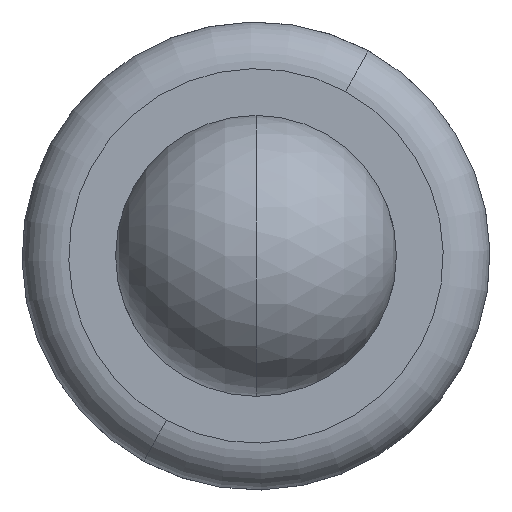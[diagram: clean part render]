
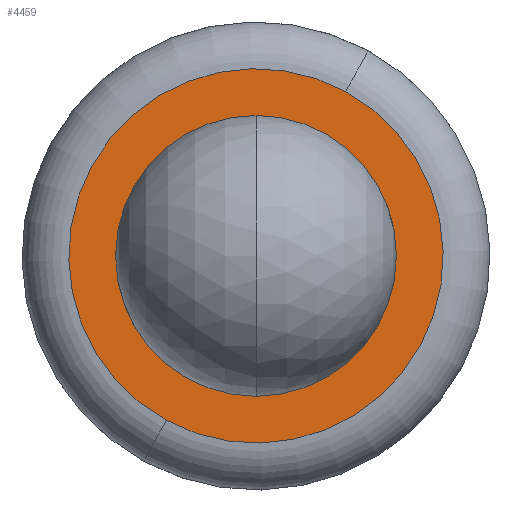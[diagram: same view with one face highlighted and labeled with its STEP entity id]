
A CAD part, top view. The second image highlights one B-rep face of the part: STEP entity #4459.
In plain terms, the highlighted planar face has unit normal (0, 0, 1).
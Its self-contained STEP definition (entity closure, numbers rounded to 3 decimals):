
#103 = AXIS2_PLACEMENT_3D ( 'NONE', #2775, #6199, #1519 ) ;
#111 = CIRCLE ( 'NONE', #11642, 2. ) ;
#673 = DIRECTION ( 'NONE',  ( 0., 0., 1. ) ) ;
#1200 = ORIENTED_EDGE ( 'NONE', *, *, #9796, .F. ) ;
#1379 = CIRCLE ( 'NONE', #14220, 1.5 ) ;
#1519 = DIRECTION ( 'NONE',  ( 1., 0., 0. ) ) ;
#1758 = ORIENTED_EDGE ( 'NONE', *, *, #7601, .F. ) ;
#2072 = VERTEX_POINT ( 'NONE', #7724 ) ;
#2775 = CARTESIAN_POINT ( 'NONE',  ( 0., 0., 0. ) ) ;
#3386 = EDGE_CURVE ( 'NONE', #15386, #13981, #5082, .T. ) ;
#3492 = DIRECTION ( 'NONE',  ( 0., -1., 0. ) ) ;
#4459 = ADVANCED_FACE ( 'NONE', ( #7262, #8578 ), #13245, .F. ) ;
#4641 = CARTESIAN_POINT ( 'NONE',  ( 1.5, 0., 0. ) ) ;
#5082 = CIRCLE ( 'NONE', #14247, 2. ) ;
#6199 = DIRECTION ( 'NONE',  ( 0., 0., 1. ) ) ;
#6927 = CARTESIAN_POINT ( 'NONE',  ( 0., 0., 0. ) ) ;
#7262 = FACE_BOUND ( 'NONE', #10865, .T. ) ;
#7341 = DIRECTION ( 'NONE',  ( 0., 0., -1. ) ) ;
#7601 = EDGE_CURVE ( 'NONE', #2072, #13819, #1379, .T. ) ;
#7724 = CARTESIAN_POINT ( 'NONE',  ( -1.5, 0., 0. ) ) ;
#8551 = CARTESIAN_POINT ( 'NONE',  ( 0., 0., 0. ) ) ;
#8578 = FACE_OUTER_BOUND ( 'NONE', #11894, .T. ) ;
#9388 = EDGE_CURVE ( 'NONE', #13819, #2072, #11630, .T. ) ;
#9556 = DIRECTION ( 'NONE',  ( 1., 0., 0. ) ) ;
#9786 = DIRECTION ( 'NONE',  ( 1., 0., 0. ) ) ;
#9796 = EDGE_CURVE ( 'NONE', #13981, #15386, #111, .T. ) ;
#10374 = CARTESIAN_POINT ( 'NONE',  ( -0.959, -1.755, 0. ) ) ;
#10571 = ORIENTED_EDGE ( 'NONE', *, *, #9388, .F. ) ;
#10865 = EDGE_LOOP ( 'NONE', ( #10571, #1758 ) ) ;
#11630 = CIRCLE ( 'NONE', #103, 1.5 ) ;
#11642 = AXIS2_PLACEMENT_3D ( 'NONE', #13478, #13546, #9786 ) ;
#11894 = EDGE_LOOP ( 'NONE', ( #13306, #1200 ) ) ;
#13245 = PLANE ( 'NONE',  #13864 ) ;
#13306 = ORIENTED_EDGE ( 'NONE', *, *, #3386, .F. ) ;
#13307 = CARTESIAN_POINT ( 'NONE',  ( 0.959, 1.755, 0. ) ) ;
#13478 = CARTESIAN_POINT ( 'NONE',  ( 0., 0., 0. ) ) ;
#13538 = DIRECTION ( 'NONE',  ( 1., 0., 0. ) ) ;
#13546 = DIRECTION ( 'NONE',  ( 0., 0., -1. ) ) ;
#13819 = VERTEX_POINT ( 'NONE', #4641 ) ;
#13864 = AXIS2_PLACEMENT_3D ( 'NONE', #14719, #7341, #3492 ) ;
#13981 = VERTEX_POINT ( 'NONE', #10374 ) ;
#14220 = AXIS2_PLACEMENT_3D ( 'NONE', #6927, #673, #9556 ) ;
#14247 = AXIS2_PLACEMENT_3D ( 'NONE', #8551, #16094, #13538 ) ;
#14719 = CARTESIAN_POINT ( 'NONE',  ( 0., -1.487, 0. ) ) ;
#15386 = VERTEX_POINT ( 'NONE', #13307 ) ;
#16094 = DIRECTION ( 'NONE',  ( 0., 0., -1. ) ) ;
